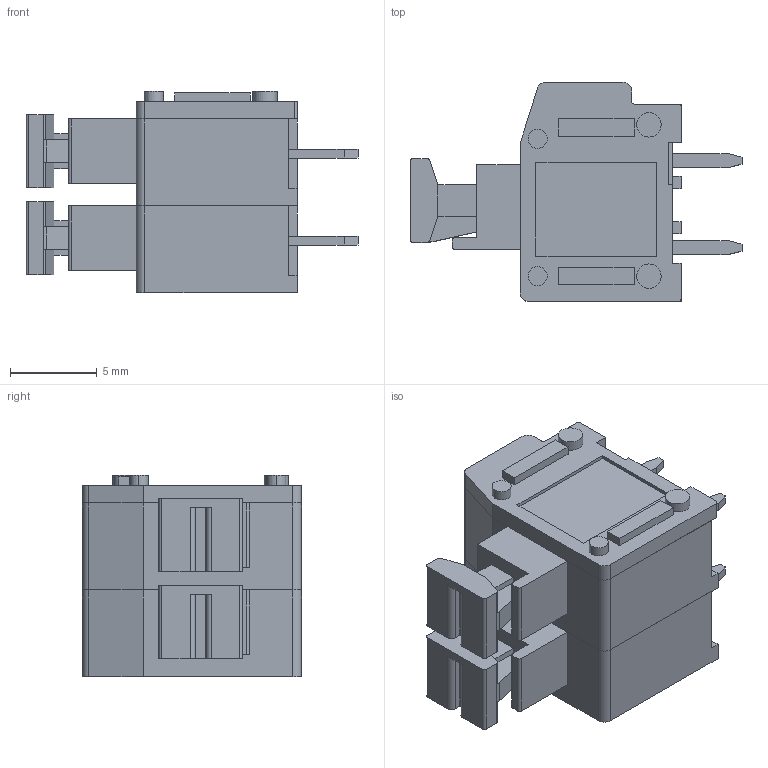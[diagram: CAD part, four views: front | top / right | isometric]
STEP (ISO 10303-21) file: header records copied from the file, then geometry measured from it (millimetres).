
FILE_DESCRIPTION (( 'STEP AP214' ), '1' );
FILE_NAME ('CUI_DEVICES_TBL001-500-02BE-2BE.step', '2019-10-21T14:16:52', ( '' ), ( '' ), 'SwSTEP 2.0', 'SolidWorks 2019', '' );
FILE_SCHEMA (( 'AUTOMOTIVE_DESIGN' ));
Length unit declared in the file: millimetre
Products named in the file (4): TBL001-500 - END CAP_Blue; TBL001-500 - BODY_Blue; TBL001-500 - PUSH BUTTON_Blue; CUI_DEVICES_TBL001-500-02BE-2BE
Assembly tree (5 placements, depth 2):
  CUI_DEVICES_TBL001-500-02BE-2BE
    TBL001-500 - END CAP_Blue
    TBL001-500 - BODY_Blue  x2
    TBL001-500 - PUSH BUTTON_Blue  x2
Bounding box: 19.09 x 12.6 x 11.6 mm (x, y, z)
Volume: 1247.3 mm3; surface area: 1659.5 mm2
Topology: 5 solids, 5 shells, 308 faces, 811 edges, 532 vertices
Faces by surface type: plane 212, cylinder 80, cone 16
Entity records: 7544 total; most frequent: CARTESIAN_POINT 1000, DIRECTION 932, ORIENTED_EDGE 928, EDGE_CURVE 464, LINE 338, VECTOR 338, VERTEX_POINT 305, AXIS2_PLACEMENT_3D 297
